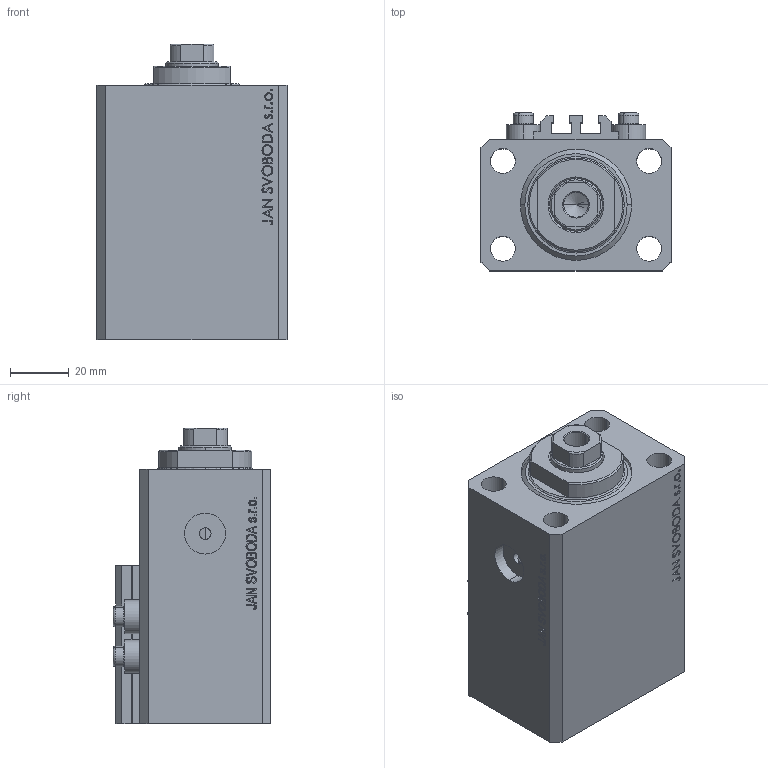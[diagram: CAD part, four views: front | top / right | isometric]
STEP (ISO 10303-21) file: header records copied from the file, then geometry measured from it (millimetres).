
FILE_DESCRIPTION (( 'STEP AP203' ), '1' );
FILE_NAME ('a2b2.STEP', '2024-01-19T09:08:48', ( '' ), ( '' ), 'SwSTEP 2.0', 'SolidWorks 2019', '' );
FILE_SCHEMA (( 'CONFIG_CONTROL_DESIGN' ));
Length unit declared in the file: millimetre
Products named in the file (5): ALLEN BOLT V250CE e8ab6cff387d6af20ca7046ccbadf080; V250CE_VC_C e8ab6cff387d6af20ca7046ccbadf080; V250CE_C_Body e8ab6cff387d6af20ca7046ccbadf080; V250CE_C_VCP e8ab6cff387d6af20ca7046ccbadf080; a2b2
Assembly tree (7 placements, depth 2):
  a2b2
    V250CE_C_Body e8ab6cff387d6af20ca7046ccbadf080
    ALLEN BOLT V250CE e8ab6cff387d6af20ca7046ccbadf080  x4
    V250CE_C_VCP e8ab6cff387d6af20ca7046ccbadf080
    V250CE_VC_C e8ab6cff387d6af20ca7046ccbadf080
Bounding box: 65 x 54 x 101 mm (x, y, z)
Volume: 237198.8 mm3; surface area: 63237.1 mm2
Topology: 8 solids, 8 shells, 1042 faces, 2618 edges, 1709 vertices
Faces by surface type: plane 504, bspline 374, cylinder 92, cone 58, torus 14
Entity records: 47460 total; most frequent: CARTESIAN_POINT 25938, ORIENTED_EDGE 4926, DIRECTION 3067, EDGE_CURVE 2463, VERTEX_POINT 1625, VECTOR 1491, LINE 1491, EDGE_LOOP 1092
